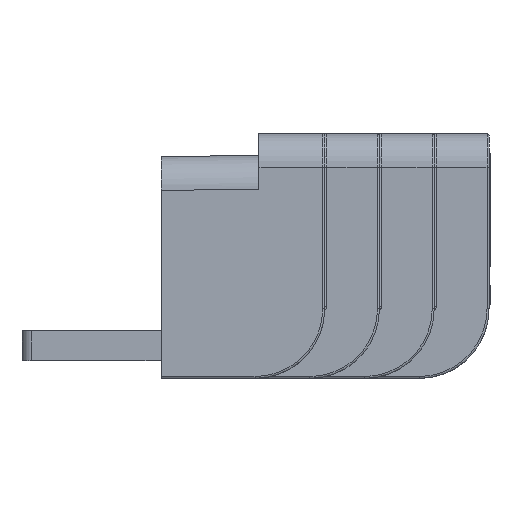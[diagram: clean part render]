
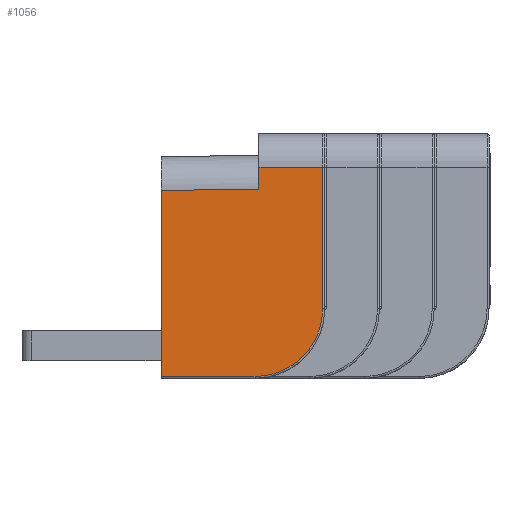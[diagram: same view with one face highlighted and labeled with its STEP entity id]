
A CAD part, front view. The second image highlights one B-rep face of the part: STEP entity #1056.
In plain terms, the highlighted planar face has unit normal (0, -1, 0).
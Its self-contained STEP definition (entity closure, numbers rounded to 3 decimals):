
#644=PLANE('',#9550);
#1056=ADVANCED_FACE('',(#1604),#644,.T.);
#1604=FACE_OUTER_BOUND('',#2077,.T.);
#2077=EDGE_LOOP('',(#6075,#6076,#6077,#6078,#6079,#6080,#6081));
#2453=LINE('',#13008,#3366);
#2463=LINE('',#13061,#3376);
#2655=LINE('',#13810,#3568);
#2787=LINE('',#14314,#3700);
#2981=LINE('',#15884,#3909);
#2982=LINE('',#15885,#3910);
#3366=VECTOR('',#10303,1.);
#3376=VECTOR('',#10353,1.);
#3568=VECTOR('',#10923,1.);
#3700=VECTOR('',#11193,1.);
#3909=VECTOR('',#11706,1.);
#3910=VECTOR('',#11707,1.);
#6075=ORIENTED_EDGE('',*,*,#8268,.F.);
#6076=ORIENTED_EDGE('',*,*,#8596,.T.);
#6077=ORIENTED_EDGE('',*,*,#8086,.F.);
#6078=ORIENTED_EDGE('',*,*,#7759,.T.);
#6079=ORIENTED_EDGE('',*,*,#7776,.T.);
#6080=ORIENTED_EDGE('',*,*,#7783,.T.);
#6081=ORIENTED_EDGE('',*,*,#8597,.T.);
#6772=VERTEX_POINT('',#13009);
#6773=VERTEX_POINT('',#13010);
#6788=VERTEX_POINT('',#13045);
#6794=VERTEX_POINT('',#13060);
#7013=VERTEX_POINT('',#13811);
#7144=VERTEX_POINT('',#14313);
#7145=VERTEX_POINT('',#14315);
#7759=EDGE_CURVE('',#6772,#6773,#2453,.T.);
#7776=EDGE_CURVE('',#6773,#6788,#8783,.T.);
#7783=EDGE_CURVE('',#6788,#6794,#2463,.T.);
#8086=EDGE_CURVE('',#6772,#7013,#2655,.T.);
#8268=EDGE_CURVE('',#7144,#7145,#2787,.T.);
#8596=EDGE_CURVE('',#7144,#7013,#2981,.T.);
#8597=EDGE_CURVE('',#6794,#7145,#2982,.T.);
#8783=CIRCLE('',#9133,6.8);
#9133=AXIS2_PLACEMENT_3D('',#13046,#10337,#10338);
#9550=AXIS2_PLACEMENT_3D('',#15886,#11708,#11709);
#10303=DIRECTION('',(1.,0.,0.));
#10337=DIRECTION('',(0.,-1.,0.));
#10338=DIRECTION('',(0.,0.,-1.));
#10353=DIRECTION('',(0.,0.,1.));
#10923=DIRECTION('',(0.,0.,1.));
#11193=DIRECTION('',(0.,0.,1.));
#11706=DIRECTION('',(-1.,0.,-0.009));
#11707=DIRECTION('',(-1.,0.,0.));
#11708=DIRECTION('',(0.,-1.,0.));
#11709=DIRECTION('',(0.,0.,-1.));
#13008=CARTESIAN_POINT('',(30.,-100.,-1.519));
#13009=CARTESIAN_POINT('',(13.6,-100.,-1.519));
#13010=CARTESIAN_POINT('',(23.,-100.,-1.519));
#13045=CARTESIAN_POINT('',(29.8,-100.,5.281));
#13046=CARTESIAN_POINT('',(23.,-100.,5.281));
#13060=CARTESIAN_POINT('',(29.8,-100.,19.481));
#13061=CARTESIAN_POINT('',(29.8,-100.,19.481));
#13810=CARTESIAN_POINT('',(13.6,-100.,-1.719));
#13811=CARTESIAN_POINT('',(13.6,-100.,17.181));
#14313=CARTESIAN_POINT('',(23.4,-100.,17.267));
#14314=CARTESIAN_POINT('',(23.4,-100.,5.281));
#14315=CARTESIAN_POINT('',(23.4,-100.,19.481));
#15884=CARTESIAN_POINT('',(29.891,-100.,17.323));
#15885=CARTESIAN_POINT('',(30.,-100.,19.481));
#15886=CARTESIAN_POINT('',(30.,-100.,5.281));
